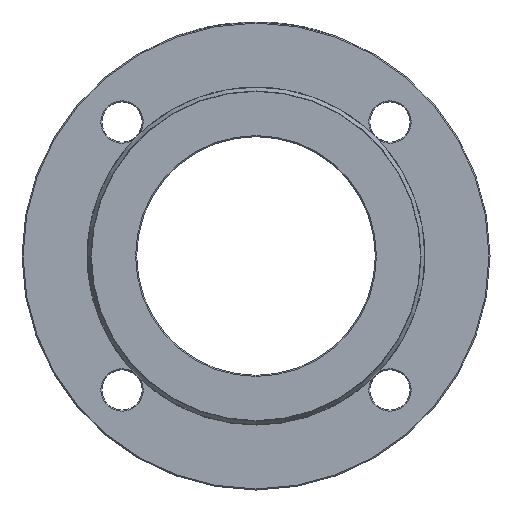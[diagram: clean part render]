
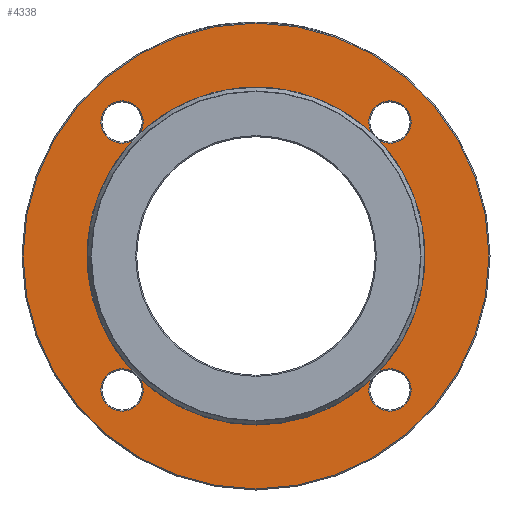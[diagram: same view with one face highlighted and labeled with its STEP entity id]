
A CAD part, left-side view. The second image highlights one B-rep face of the part: STEP entity #4338.
In plain terms, the highlighted planar face has unit normal (-1, 0, 0).
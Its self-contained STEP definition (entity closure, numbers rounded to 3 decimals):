
#24 = CARTESIAN_POINT ( 'NONE',  ( 3., 55.306, 51.905 ) ) ;
#37 = CARTESIAN_POINT ( 'NONE',  ( 3., -51.905, 55.306 ) ) ;
#89 = AXIS2_PLACEMENT_3D ( 'NONE', #431, #1274, #4595 ) ;
#228 = CARTESIAN_POINT ( 'NONE',  ( 3., -60.104, -60.104 ) ) ;
#243 = CARTESIAN_POINT ( 'NONE',  ( 3., 60.104, 60.104 ) ) ;
#261 = AXIS2_PLACEMENT_3D ( 'NONE', #243, #3185, #1560 ) ;
#343 = CARTESIAN_POINT ( 'NONE',  ( 3., 0., 0. ) ) ;
#350 = CARTESIAN_POINT ( 'NONE',  ( 3., -60.104, 60.104 ) ) ;
#391 = EDGE_CURVE ( 'NONE', #4039, #5322, #4909, .T. ) ;
#413 = DIRECTION ( 'NONE',  ( 1., 0., 0. ) ) ;
#431 = CARTESIAN_POINT ( 'NONE',  ( 3., 0., 0. ) ) ;
#440 = CIRCLE ( 'NONE', #261, 9.5 ) ;
#543 = DIRECTION ( 'NONE',  ( 0., 0., -1. ) ) ;
#554 = ORIENTED_EDGE ( 'NONE', *, *, #2467, .T. ) ;
#569 = CIRCLE ( 'NONE', #1267, 9.5 ) ;
#678 = CIRCLE ( 'NONE', #3172, 9.5 ) ;
#812 = CARTESIAN_POINT ( 'NONE',  ( 3., 51.905, 55.306 ) ) ;
#1082 = CARTESIAN_POINT ( 'NONE',  ( 3., 0., 0. ) ) ;
#1121 = VERTEX_POINT ( 'NONE', #2099 ) ;
#1146 = DIRECTION ( 'NONE',  ( 1., 0., 0. ) ) ;
#1172 = CARTESIAN_POINT ( 'NONE',  ( 3., -55.306, 51.905 ) ) ;
#1193 = DIRECTION ( 'NONE',  ( 0., 0., -1. ) ) ;
#1198 = DIRECTION ( 'NONE',  ( 0., 0., 1. ) ) ;
#1224 = CIRCLE ( 'NONE', #1822, 104.5 ) ;
#1228 = FACE_OUTER_BOUND ( 'NONE', #3397, .T. ) ;
#1267 = AXIS2_PLACEMENT_3D ( 'NONE', #3420, #2252, #5099 ) ;
#1274 = DIRECTION ( 'NONE',  ( 1., 0., 0. ) ) ;
#1436 = AXIS2_PLACEMENT_3D ( 'NONE', #4513, #413, #2470 ) ;
#1493 = VERTEX_POINT ( 'NONE', #3383 ) ;
#1560 = DIRECTION ( 'NONE',  ( 0., 1., 0. ) ) ;
#1662 = VERTEX_POINT ( 'NONE', #812 ) ;
#1669 = DIRECTION ( 'NONE',  ( 0., 0., -1. ) ) ;
#1671 = EDGE_CURVE ( 'NONE', #2319, #4515, #1790, .T. ) ;
#1790 = CIRCLE ( 'NONE', #4834, 75.848 ) ;
#1822 = AXIS2_PLACEMENT_3D ( 'NONE', #1082, #2321, #4017 ) ;
#2092 = FACE_BOUND ( 'NONE', #4904, .T. ) ;
#2099 = CARTESIAN_POINT ( 'NONE',  ( 3., 51.905, -55.306 ) ) ;
#2135 = EDGE_CURVE ( 'NONE', #4515, #1662, #440, .T. ) ;
#2213 = CARTESIAN_POINT ( 'NONE',  ( 3., 0., 0. ) ) ;
#2252 = DIRECTION ( 'NONE',  ( 1., 0., 0. ) ) ;
#2265 = EDGE_CURVE ( 'NONE', #5322, #4571, #3914, .T. ) ;
#2319 = VERTEX_POINT ( 'NONE', #2946 ) ;
#2321 = DIRECTION ( 'NONE',  ( -1., 0., 0. ) ) ;
#2330 = EDGE_CURVE ( 'NONE', #1493, #1121, #4001, .T. ) ;
#2398 = DIRECTION ( 'NONE',  ( 1., 0., 0. ) ) ;
#2467 = EDGE_CURVE ( 'NONE', #4357, #4357, #1224, .T. ) ;
#2470 = DIRECTION ( 'NONE',  ( 0., 0., -1. ) ) ;
#2597 = DIRECTION ( 'NONE',  ( 1., 0., 0. ) ) ;
#2606 = AXIS2_PLACEMENT_3D ( 'NONE', #2213, #2597, #543 ) ;
#2824 = ORIENTED_EDGE ( 'NONE', *, *, #2265, .T. ) ;
#2922 = CARTESIAN_POINT ( 'NONE',  ( 3., -55.306, -51.905 ) ) ;
#2946 = CARTESIAN_POINT ( 'NONE',  ( 3., 55.306, -51.905 ) ) ;
#3121 = DIRECTION ( 'NONE',  ( 0., -1., 0. ) ) ;
#3172 = AXIS2_PLACEMENT_3D ( 'NONE', #228, #1146, #3121 ) ;
#3185 = DIRECTION ( 'NONE',  ( 1., 0., 0. ) ) ;
#3206 = ORIENTED_EDGE ( 'NONE', *, *, #4175, .T. ) ;
#3383 = CARTESIAN_POINT ( 'NONE',  ( 3., -51.905, -55.306 ) ) ;
#3397 = EDGE_LOOP ( 'NONE', ( #554 ) ) ;
#3420 = CARTESIAN_POINT ( 'NONE',  ( 3., 60.104, -60.104 ) ) ;
#3430 = EDGE_CURVE ( 'NONE', #1662, #4039, #4077, .T. ) ;
#3584 = ORIENTED_EDGE ( 'NONE', *, *, #2135, .T. ) ;
#3688 = CARTESIAN_POINT ( 'NONE',  ( 3., 0., -104.5 ) ) ;
#3744 = CARTESIAN_POINT ( 'NONE',  ( 3., 0., 0. ) ) ;
#3782 = PLANE ( 'NONE',  #1436 ) ;
#3914 = CIRCLE ( 'NONE', #4346, 75.848 ) ;
#4001 = CIRCLE ( 'NONE', #89, 75.848 ) ;
#4017 = DIRECTION ( 'NONE',  ( 0., 0., -1. ) ) ;
#4039 = VERTEX_POINT ( 'NONE', #37 ) ;
#4050 = ORIENTED_EDGE ( 'NONE', *, *, #391, .T. ) ;
#4051 = AXIS2_PLACEMENT_3D ( 'NONE', #350, #4110, #1198 ) ;
#4058 = ORIENTED_EDGE ( 'NONE', *, *, #3430, .T. ) ;
#4077 = CIRCLE ( 'NONE', #2606, 75.848 ) ;
#4110 = DIRECTION ( 'NONE',  ( 1., 0., 0. ) ) ;
#4129 = DIRECTION ( 'NONE',  ( 1., 0., 0. ) ) ;
#4175 = EDGE_CURVE ( 'NONE', #1121, #2319, #569, .T. ) ;
#4338 = ADVANCED_FACE ( 'NONE', ( #1228, #2092 ), #3782, .F. ) ;
#4345 = ORIENTED_EDGE ( 'NONE', *, *, #2330, .T. ) ;
#4346 = AXIS2_PLACEMENT_3D ( 'NONE', #343, #2398, #1193 ) ;
#4357 = VERTEX_POINT ( 'NONE', #3688 ) ;
#4513 = CARTESIAN_POINT ( 'NONE',  ( 3., 75.732, 0. ) ) ;
#4515 = VERTEX_POINT ( 'NONE', #24 ) ;
#4571 = VERTEX_POINT ( 'NONE', #2922 ) ;
#4595 = DIRECTION ( 'NONE',  ( 0., 0., -1. ) ) ;
#4778 = ORIENTED_EDGE ( 'NONE', *, *, #1671, .T. ) ;
#4834 = AXIS2_PLACEMENT_3D ( 'NONE', #3744, #4129, #1669 ) ;
#4904 = EDGE_LOOP ( 'NONE', ( #5363, #4345, #3206, #4778, #3584, #4058, #4050, #2824 ) ) ;
#4909 = CIRCLE ( 'NONE', #4051, 9.5 ) ;
#5099 = DIRECTION ( 'NONE',  ( 0., 0., -1. ) ) ;
#5279 = EDGE_CURVE ( 'NONE', #4571, #1493, #678, .T. ) ;
#5322 = VERTEX_POINT ( 'NONE', #1172 ) ;
#5363 = ORIENTED_EDGE ( 'NONE', *, *, #5279, .T. ) ;
